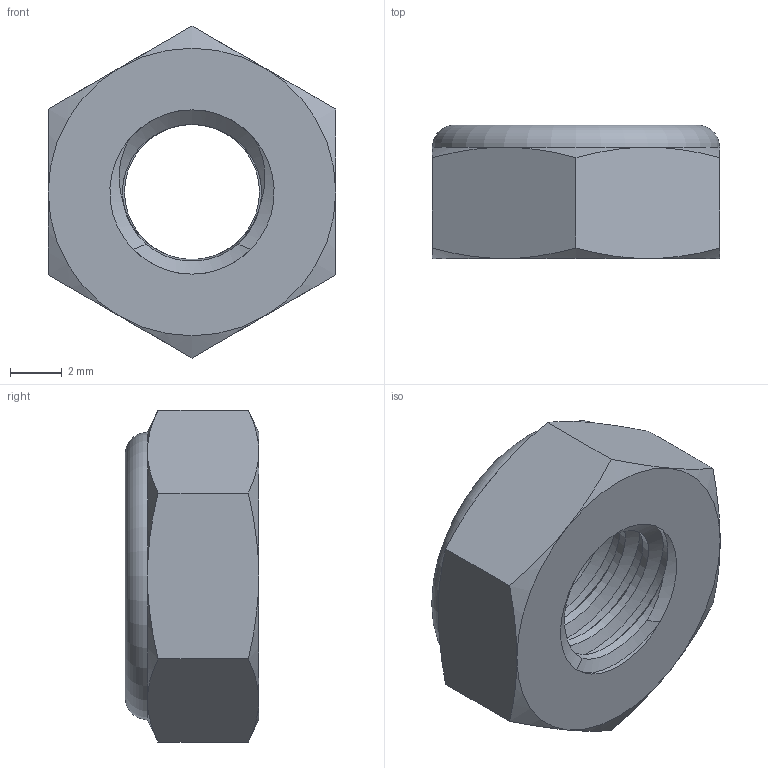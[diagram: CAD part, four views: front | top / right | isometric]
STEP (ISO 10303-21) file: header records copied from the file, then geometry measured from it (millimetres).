
FILE_DESCRIPTION(/* description */ (''),/* implementation_level */ '2;1');
FILE_NAME(/* name */ '14-20 NyLock thin - Mcm 90566A029_90566A029.ipt.stp',/* time_stamp */ '2014-12-18T16:47:20-08:00',/* author */ ('Autodesk Inc.'),/* organization */ ('Autodesk Inc.'),/* preprocessor_version */ 'ST-DEVELOPER v15.6',/* originating_system */ 'Autodesk Inventor 2015',/* authorisation */ '');
FILE_SCHEMA (('AUTOMOTIVE_DESIGN { 1 0 10303 214 3 1 1 }'));
Length unit declared in the file: inch
Products named in the file (1): 14-20 NyLock thin - Mcm 90566A029_90566A029
Bounding box: 11.11 x 5.16 x 12.83 mm (x, y, z)
Volume: 386.2 mm3; surface area: 718.1 mm2
Topology: 2 solids, 2 shells, 49 faces, 112 edges, 69 vertices
Faces by surface type: cone 23, plane 12, cylinder 11, torus 3
Full cylindrical faces by diameter (mm): 5.22 x1, 5.387 x3, 6.35 x3, 7.306 x1
Entity records: 1517 total; most frequent: CARTESIAN_POINT 549, ORIENTED_EDGE 184, DIRECTION 184, EDGE_CURVE 92, AXIS2_PLACEMENT_3D 89, EDGE_LOOP 71, VERTEX_POINT 65, FACE_OUTER_BOUND 49
